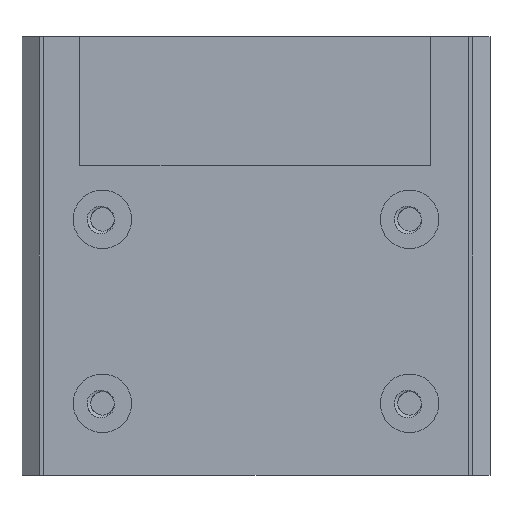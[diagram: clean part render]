
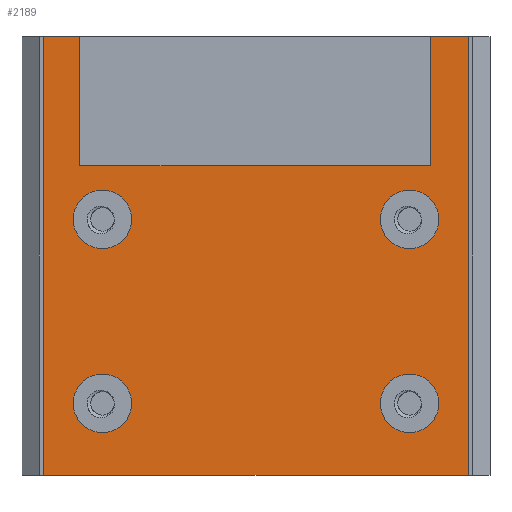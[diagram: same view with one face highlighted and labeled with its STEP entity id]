
A CAD part, top view. The second image highlights one B-rep face of the part: STEP entity #2189.
In plain terms, the highlighted planar face has unit normal (0, 0, 1).
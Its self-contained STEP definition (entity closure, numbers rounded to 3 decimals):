
#19=FACE_BOUND('',#335,.T.);
#20=FACE_BOUND('',#336,.T.);
#21=FACE_BOUND('',#337,.T.);
#22=FACE_BOUND('',#338,.T.);
#52=PLANE('',#2346);
#79=CIRCLE('',#2347,2.);
#80=CIRCLE('',#2348,2.);
#81=CIRCLE('',#2349,2.);
#82=CIRCLE('',#2350,2.);
#203=FACE_OUTER_BOUND('',#334,.T.);
#334=EDGE_LOOP('',(#1938,#1939,#1940,#1941,#1942,#1943,#1944,#1945));
#335=EDGE_LOOP('',(#1946));
#336=EDGE_LOOP('',(#1947));
#337=EDGE_LOOP('',(#1948));
#338=EDGE_LOOP('',(#1949));
#609=LINE('',#5290,#738);
#613=LINE('',#5298,#742);
#633=LINE('',#5949,#762);
#635=LINE('',#5953,#764);
#637=LINE('',#5956,#766);
#639=LINE('',#8788,#768);
#640=LINE('',#8790,#769);
#641=LINE('',#8792,#770);
#738=VECTOR('',#2663,10.);
#742=VECTOR('',#2667,10.);
#762=VECTOR('',#2707,10.);
#764=VECTOR('',#2711,10.);
#766=VECTOR('',#2715,10.);
#768=VECTOR('',#2751,10.);
#769=VECTOR('',#2754,10.);
#770=VECTOR('',#2757,10.);
#958=VERTEX_POINT('',#5287);
#959=VERTEX_POINT('',#5289);
#962=VERTEX_POINT('',#5295);
#963=VERTEX_POINT('',#5297);
#975=VERTEX_POINT('',#5946);
#976=VERTEX_POINT('',#5948);
#977=VERTEX_POINT('',#5952);
#982=VERTEX_POINT('',#8786);
#983=VERTEX_POINT('',#8793);
#984=VERTEX_POINT('',#8795);
#985=VERTEX_POINT('',#8797);
#986=VERTEX_POINT('',#8799);
#1239=EDGE_CURVE('',#959,#958,#609,.T.);
#1243=EDGE_CURVE('',#963,#962,#613,.T.);
#1271=EDGE_CURVE('',#976,#975,#633,.T.);
#1273=EDGE_CURVE('',#977,#959,#635,.T.);
#1275=EDGE_CURVE('',#975,#963,#637,.T.);
#1305=EDGE_CURVE('',#962,#982,#639,.T.);
#1306=EDGE_CURVE('',#982,#977,#640,.T.);
#1307=EDGE_CURVE('',#958,#976,#641,.T.);
#1308=EDGE_CURVE('',#983,#983,#79,.T.);
#1309=EDGE_CURVE('',#984,#984,#80,.T.);
#1310=EDGE_CURVE('',#985,#985,#81,.T.);
#1311=EDGE_CURVE('',#986,#986,#82,.T.);
#1938=ORIENTED_EDGE('',*,*,#1305,.T.);
#1939=ORIENTED_EDGE('',*,*,#1306,.T.);
#1940=ORIENTED_EDGE('',*,*,#1273,.T.);
#1941=ORIENTED_EDGE('',*,*,#1239,.T.);
#1942=ORIENTED_EDGE('',*,*,#1307,.T.);
#1943=ORIENTED_EDGE('',*,*,#1271,.T.);
#1944=ORIENTED_EDGE('',*,*,#1275,.T.);
#1945=ORIENTED_EDGE('',*,*,#1243,.T.);
#1946=ORIENTED_EDGE('',*,*,#1308,.T.);
#1947=ORIENTED_EDGE('',*,*,#1309,.T.);
#1948=ORIENTED_EDGE('',*,*,#1310,.T.);
#1949=ORIENTED_EDGE('',*,*,#1311,.T.);
#2189=ADVANCED_FACE('',(#203,#19,#20,#21,#22),#52,.T.);
#2346=AXIS2_PLACEMENT_3D('',#8791,#2755,#2756);
#2347=AXIS2_PLACEMENT_3D('',#8794,#2758,#2759);
#2348=AXIS2_PLACEMENT_3D('',#8796,#2760,#2761);
#2349=AXIS2_PLACEMENT_3D('',#8798,#2762,#2763);
#2350=AXIS2_PLACEMENT_3D('',#8800,#2764,#2765);
#2663=DIRECTION('',(-1.,0.,0.));
#2667=DIRECTION('',(-1.,0.,0.));
#2707=DIRECTION('',(1.,0.,0.));
#2711=DIRECTION('',(0.,1.,0.));
#2715=DIRECTION('',(0.,1.,0.));
#2751=DIRECTION('',(0.,-1.,0.));
#2754=DIRECTION('',(-1.,0.,0.));
#2755=DIRECTION('center_axis',(0.,0.,1.));
#2756=DIRECTION('ref_axis',(1.,0.,0.));
#2757=DIRECTION('',(0.,-1.,0.));
#2758=DIRECTION('center_axis',(0.,0.,-1.));
#2759=DIRECTION('ref_axis',(1.,0.,0.));
#2760=DIRECTION('center_axis',(0.,0.,-1.));
#2761=DIRECTION('ref_axis',(1.,0.,0.));
#2762=DIRECTION('center_axis',(0.,0.,-1.));
#2763=DIRECTION('ref_axis',(1.,0.,0.));
#2764=DIRECTION('center_axis',(0.,0.,-1.));
#2765=DIRECTION('ref_axis',(1.,0.,0.));
#5287=CARTESIAN_POINT('',(-30.624,30.616,3.));
#5289=CARTESIAN_POINT('',(-28.174,30.616,3.));
#5290=CARTESIAN_POINT('',(-30.624,30.616,3.));
#5295=CARTESIAN_POINT('',(-4.174,30.616,3.));
#5297=CARTESIAN_POINT('',(-1.624,30.616,3.));
#5298=CARTESIAN_POINT('',(-30.624,30.616,3.));
#5946=CARTESIAN_POINT('',(-1.624,0.616,3.));
#5948=CARTESIAN_POINT('',(-30.624,0.616,3.));
#5949=CARTESIAN_POINT('',(-1.624,0.616,3.));
#5952=CARTESIAN_POINT('',(-28.174,21.784,3.));
#5953=CARTESIAN_POINT('',(-28.174,23.116,3.));
#5956=CARTESIAN_POINT('',(-1.624,30.616,3.));
#8786=CARTESIAN_POINT('',(-4.174,21.784,3.));
#8788=CARTESIAN_POINT('',(-4.174,18.7,3.));
#8790=CARTESIAN_POINT('',(-22.149,21.784,3.));
#8791=CARTESIAN_POINT('Origin',(-16.124,15.616,3.));
#8792=CARTESIAN_POINT('',(-30.624,0.616,3.));
#8793=CARTESIAN_POINT('',(-7.624,18.116,3.));
#8794=CARTESIAN_POINT('Origin',(-5.624,18.116,3.));
#8795=CARTESIAN_POINT('',(-28.624,18.116,3.));
#8796=CARTESIAN_POINT('Origin',(-26.624,18.116,3.));
#8797=CARTESIAN_POINT('',(-28.624,5.536,3.));
#8798=CARTESIAN_POINT('Origin',(-26.624,5.536,3.));
#8799=CARTESIAN_POINT('',(-7.624,5.536,3.));
#8800=CARTESIAN_POINT('Origin',(-5.624,5.536,3.));
